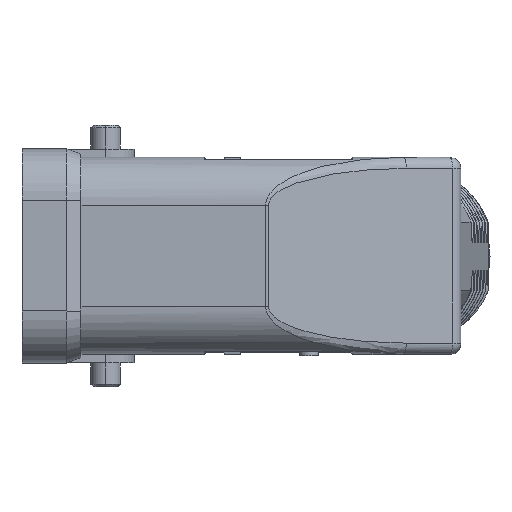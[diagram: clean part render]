
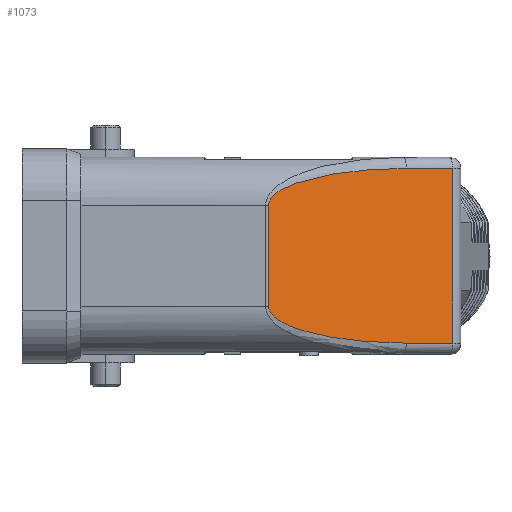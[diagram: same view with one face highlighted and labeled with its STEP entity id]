
A CAD part, top view. The second image highlights one B-rep face of the part: STEP entity #1073.
In plain terms, the highlighted planar face has unit normal (0.259, 0, 0.966).
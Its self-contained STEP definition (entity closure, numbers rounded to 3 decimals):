
#1073=ADVANCED_FACE('',(#1947),#1434,.T.);
#1434=PLANE('',#10756);
#1947=FACE_OUTER_BOUND('',#2521,.T.);
#2521=EDGE_LOOP('',(#6646,#6647,#6648,#6649,#6650,#6651));
#2899=LINE('',#14602,#3657);
#2904=LINE('',#14617,#3662);
#3267=LINE('',#22650,#4025);
#3268=LINE('',#22657,#4026);
#3657=VECTOR('',#11601,1.);
#3662=VECTOR('',#11620,1.);
#4025=VECTOR('',#12887,1.);
#4026=VECTOR('',#12890,1.);
#6646=ORIENTED_EDGE('',*,*,#9405,.F.);
#6647=ORIENTED_EDGE('',*,*,#9406,.T.);
#6648=ORIENTED_EDGE('',*,*,#8565,.F.);
#6649=ORIENTED_EDGE('',*,*,#8557,.F.);
#6650=ORIENTED_EDGE('',*,*,#9403,.F.);
#6651=ORIENTED_EDGE('',*,*,#9407,.T.);
#7450=VERTEX_POINT('',#14597);
#7452=VERTEX_POINT('',#14603);
#7455=VERTEX_POINT('',#14618);
#7982=VERTEX_POINT('',#22651);
#7983=VERTEX_POINT('',#22658);
#7984=VERTEX_POINT('',#22659);
#8557=EDGE_CURVE('',#7450,#7452,#2899,.T.);
#8565=EDGE_CURVE('',#7452,#7455,#2904,.T.);
#9403=EDGE_CURVE('',#7982,#7450,#3267,.T.);
#9405=EDGE_CURVE('',#7983,#7984,#3268,.T.);
#9406=EDGE_CURVE('',#7983,#7455,#10030,.T.);
#9407=EDGE_CURVE('',#7982,#7984,#10031,.T.);
#10030=B_SPLINE_CURVE_WITH_KNOTS('',3,(#22660,#22661,#22662,#22663,#22664,
#22665,#22666,#22667,#22668,#22669,#22670,#22671,#22672,#22673,#22674,#22675,
#22676,#22677,#22678,#22679),.UNSPECIFIED.,.F.,.F.,(4,1,1,1,1,1,1,1,1,1,
1,1,1,1,1,1,1,4),(0.,0.059,0.118,0.176,0.235,
0.294,0.353,0.412,0.471,0.529,
0.588,0.647,0.706,0.765,0.824,
0.882,0.941,1.),.UNSPECIFIED.);
#10031=B_SPLINE_CURVE_WITH_KNOTS('',3,(#22680,#22681,#22682,#22683,#22684,
#22685,#22686,#22687,#22688,#22689,#22690,#22691,#22692,#22693,#22694,#22695,
#22696,#22697,#22698,#22699,#22700,#22701),.UNSPECIFIED.,.F.,.F.,(4,1,1,
1,1,1,1,1,1,1,1,1,1,1,1,1,1,1,1,4),(0.,0.053,0.105,
0.158,0.211,0.263,0.316,0.368,
0.421,0.474,0.526,0.579,0.632,
0.684,0.737,0.789,0.842,0.895,
0.947,1.),.UNSPECIFIED.);
#10756=AXIS2_PLACEMENT_3D('',#22702,#12891,#12892);
#11601=DIRECTION('',(0.,-1.,0.));
#11620=DIRECTION('',(-0.966,0.,0.259));
#12887=DIRECTION('',(0.966,0.,-0.259));
#12890=DIRECTION('',(0.,1.,0.));
#12891=DIRECTION('',(0.259,0.,0.966));
#12892=DIRECTION('',(-0.966,0.,0.259));
#14597=CARTESIAN_POINT('',(43.547,11.85,-26.168));
#14602=CARTESIAN_POINT('',(43.547,11.85,-26.168));
#14603=CARTESIAN_POINT('',(43.547,-11.85,-26.168));
#14617=CARTESIAN_POINT('',(43.547,-11.85,-26.168));
#14618=CARTESIAN_POINT('',(37.26,-11.85,-24.484));
#22650=CARTESIAN_POINT('',(37.26,11.85,-24.484));
#22651=CARTESIAN_POINT('',(37.26,11.85,-24.484));
#22657=CARTESIAN_POINT('',(18.599,-6.85,-19.484));
#22658=CARTESIAN_POINT('',(18.599,-6.85,-19.484));
#22659=CARTESIAN_POINT('',(18.599,6.85,-19.484));
#22660=CARTESIAN_POINT('',(18.599,-6.85,-19.484));
#22661=CARTESIAN_POINT('',(18.591,-6.966,-19.481));
#22662=CARTESIAN_POINT('',(18.637,-7.226,-19.493));
#22663=CARTESIAN_POINT('',(18.817,-7.68,-19.542));
#22664=CARTESIAN_POINT('',(19.324,-8.253,-19.678));
#22665=CARTESIAN_POINT('',(19.659,-8.525,-19.767));
#22666=CARTESIAN_POINT('',(20.348,-8.98,-19.952));
#22667=CARTESIAN_POINT('',(20.908,-9.264,-20.102));
#22668=CARTESIAN_POINT('',(21.604,-9.585,-20.289));
#22669=CARTESIAN_POINT('',(22.722,-9.995,-20.588));
#22670=CARTESIAN_POINT('',(23.462,-10.221,-20.786));
#22671=CARTESIAN_POINT('',(24.536,-10.523,-21.074));
#22672=CARTESIAN_POINT('',(26.23,-10.892,-21.528));
#22673=CARTESIAN_POINT('',(27.3,-11.082,-21.815));
#22674=CARTESIAN_POINT('',(28.918,-11.333,-22.248));
#22675=CARTESIAN_POINT('',(30.998,-11.567,-22.806));
#22676=CARTESIAN_POINT('',(32.535,-11.692,-23.218));
#22677=CARTESIAN_POINT('',(34.653,-11.819,-23.785));
#22678=CARTESIAN_POINT('',(36.339,-11.846,-24.237));
#22679=CARTESIAN_POINT('',(37.26,-11.85,-24.484));
#22680=CARTESIAN_POINT('',(37.26,11.85,-24.484));
#22681=CARTESIAN_POINT('',(36.352,11.845,-24.24));
#22682=CARTESIAN_POINT('',(34.697,11.819,-23.797));
#22683=CARTESIAN_POINT('',(32.681,11.703,-23.257));
#22684=CARTESIAN_POINT('',(31.178,11.581,-22.854));
#22685=CARTESIAN_POINT('',(29.409,11.393,-22.38));
#22686=CARTESIAN_POINT('',(27.83,11.168,-21.957));
#22687=CARTESIAN_POINT('',(26.763,10.988,-21.671));
#22688=CARTESIAN_POINT('',(25.327,10.711,-21.286));
#22689=CARTESIAN_POINT('',(23.55,10.261,-20.81));
#22690=CARTESIAN_POINT('',(22.45,9.902,-20.515));
#22691=CARTESIAN_POINT('',(21.573,9.567,-20.28));
#22692=CARTESIAN_POINT('',(20.921,9.272,-20.106));
#22693=CARTESIAN_POINT('',(20.414,9.008,-19.97));
#22694=CARTESIAN_POINT('',(20.017,8.767,-19.863));
#22695=CARTESIAN_POINT('',(19.708,8.555,-19.781));
#22696=CARTESIAN_POINT('',(19.433,8.328,-19.707));
#22697=CARTESIAN_POINT('',(19.315,8.238,-19.675));
#22698=CARTESIAN_POINT('',(18.829,7.695,-19.545));
#22699=CARTESIAN_POINT('',(18.641,7.248,-19.495));
#22700=CARTESIAN_POINT('',(18.594,6.976,-19.482));
#22701=CARTESIAN_POINT('',(18.599,6.85,-19.484));
#22702=CARTESIAN_POINT('',(11.518,-14.5,-17.586));
